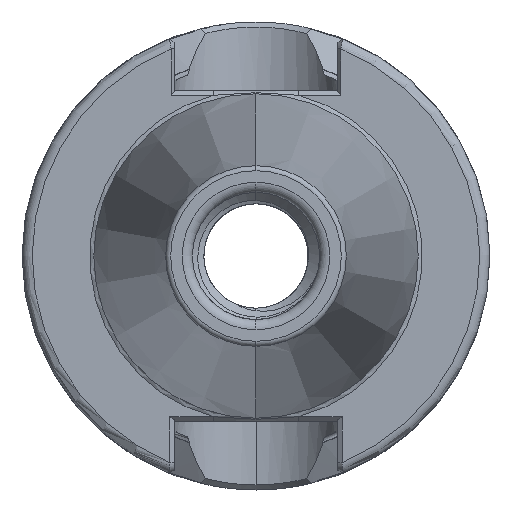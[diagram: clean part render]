
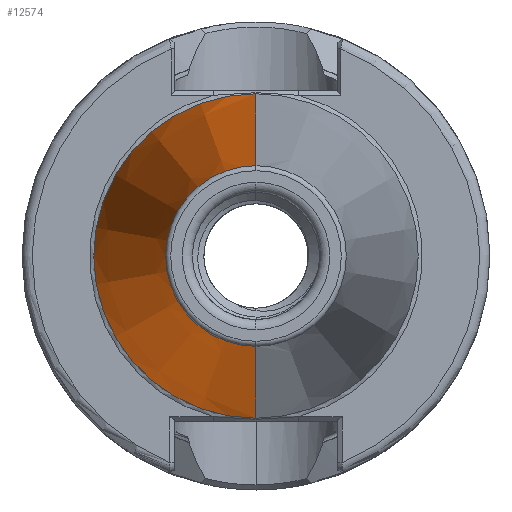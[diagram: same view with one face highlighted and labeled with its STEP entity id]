
A CAD part, left-side view. The second image highlights one B-rep face of the part: STEP entity #12574.
In plain terms, the highlighted conical face has half-angle 8.297 degrees and reference radius 15.948 mm.
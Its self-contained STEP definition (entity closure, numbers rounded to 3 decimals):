
#489 = EDGE_LOOP ( 'NONE', ( #760, #795, #774, #771 ) ) ;
#760 = ORIENTED_EDGE ( 'NONE', *, *, #2700, .T. ) ;
#771 = ORIENTED_EDGE ( 'NONE', *, *, #2684, .F. ) ;
#774 = ORIENTED_EDGE ( 'NONE', *, *, #2701, .F. ) ;
#795 = ORIENTED_EDGE ( 'NONE', *, *, #2672, .T. ) ;
#1228 = AXIS2_PLACEMENT_3D ( 'NONE', #16737, #16704, #16725 ) ;
#1442 = AXIS2_PLACEMENT_3D ( 'NONE', #20719, #20728, #20774 ) ;
#1447 = AXIS2_PLACEMENT_3D ( 'NONE', #20760, #20740, #20749 ) ;
#1997 = FACE_OUTER_BOUND ( 'NONE', #489, .T. ) ;
#2004 = CONICAL_SURFACE ( 'NONE', #1228, 15.948, 0.145 ) ;
#2672 = EDGE_CURVE ( 'NONE', #4759, #4725, #5259, .T. ) ;
#2684 = EDGE_CURVE ( 'NONE', #4728, #4713, #5244, .T. ) ;
#2700 = EDGE_CURVE ( 'NONE', #4728, #4759, #5315, .T. ) ;
#2701 = EDGE_CURVE ( 'NONE', #4713, #4725, #5293, .T. ) ;
#4713 = VERTEX_POINT ( 'NONE', #6941 ) ;
#4725 = VERTEX_POINT ( 'NONE', #6901 ) ;
#4728 = VERTEX_POINT ( 'NONE', #6972 ) ;
#4759 = VERTEX_POINT ( 'NONE', #7017 ) ;
#5244 = LINE ( 'NONE', #20523, #5279 ) ;
#5259 = LINE ( 'NONE', #20477, #5273 ) ;
#5273 = VECTOR ( 'NONE', #20554, 1000. ) ;
#5279 = VECTOR ( 'NONE', #20558, 1000. ) ;
#5293 = CIRCLE ( 'NONE', #1447, 15.948 ) ;
#5315 = CIRCLE ( 'NONE', #1442, 8.879 ) ;
#6901 = CARTESIAN_POINT ( 'NONE',  ( -1.5, 0., 15.948 ) ) ;
#6941 = CARTESIAN_POINT ( 'NONE',  ( -1.5, 0., -15.948 ) ) ;
#6972 = CARTESIAN_POINT ( 'NONE',  ( -49.972, 0., -8.879 ) ) ;
#7017 = CARTESIAN_POINT ( 'NONE',  ( -49.972, 0., 8.879 ) ) ;
#12574 = ADVANCED_FACE ( 'NONE', ( #1997 ), #2004, .T. ) ;
#16704 = DIRECTION ( 'NONE',  ( 1., 0., 0. ) ) ;
#16725 = DIRECTION ( 'NONE',  ( 0., 0., -1. ) ) ;
#16737 = CARTESIAN_POINT ( 'NONE',  ( -1.5, 0., 0. ) ) ;
#20477 = CARTESIAN_POINT ( 'NONE',  ( -1.5, 0., 15.948 ) ) ;
#20523 = CARTESIAN_POINT ( 'NONE',  ( -1.5, 0., -15.948 ) ) ;
#20554 = DIRECTION ( 'NONE',  ( 0.99, 0., 0.144 ) ) ;
#20558 = DIRECTION ( 'NONE',  ( 0.99, 0., -0.144 ) ) ;
#20719 = CARTESIAN_POINT ( 'NONE',  ( -49.972, 0., 0. ) ) ;
#20728 = DIRECTION ( 'NONE',  ( 1., 0., 0. ) ) ;
#20740 = DIRECTION ( 'NONE',  ( 1., 0., 0. ) ) ;
#20749 = DIRECTION ( 'NONE',  ( 0., 0., -1. ) ) ;
#20760 = CARTESIAN_POINT ( 'NONE',  ( -1.5, 0., 0. ) ) ;
#20774 = DIRECTION ( 'NONE',  ( 0., 0., -1. ) ) ;
